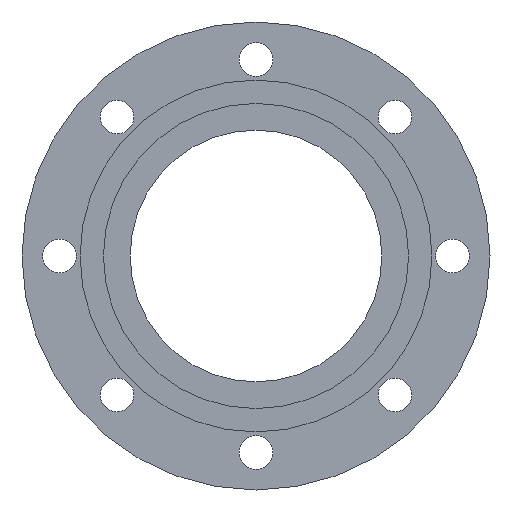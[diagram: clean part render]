
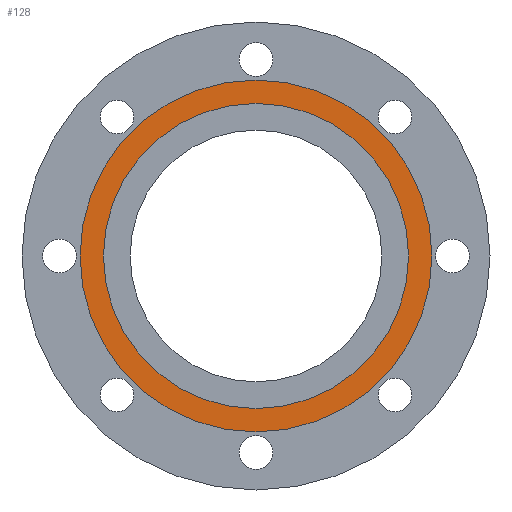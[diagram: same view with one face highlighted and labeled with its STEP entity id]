
A CAD part, front view. The second image highlights one B-rep face of the part: STEP entity #128.
In plain terms, the highlighted planar face has unit normal (0, -1, 0).
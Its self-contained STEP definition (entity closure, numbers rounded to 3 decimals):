
#91 = DIRECTION ( 'NONE',  ( 0., 0., -1. ) ) ;
#128 = ADVANCED_FACE ( 'NONE', ( #1180, #1160 ), #979, .T. ) ;
#147 = CARTESIAN_POINT ( 'NONE',  ( 0., 0., -81.5 ) ) ;
#179 = EDGE_CURVE ( 'NONE', #390, #501, #508, .T. ) ;
#214 = CIRCLE ( 'NONE', #573, 81.5 ) ;
#219 = ORIENTED_EDGE ( 'NONE', *, *, #703, .F. ) ;
#220 = CIRCLE ( 'NONE', #777, 94. ) ;
#253 = DIRECTION ( 'NONE',  ( 0., 0., 1. ) ) ;
#267 = DIRECTION ( 'NONE',  ( 0., 0., 1. ) ) ;
#301 = CARTESIAN_POINT ( 'NONE',  ( 0., 0., 0. ) ) ;
#314 = ORIENTED_EDGE ( 'NONE', *, *, #853, .T. ) ;
#346 = EDGE_LOOP ( 'NONE', ( #219, #520 ) ) ;
#357 = CARTESIAN_POINT ( 'NONE',  ( 0., 0., 0. ) ) ;
#390 = VERTEX_POINT ( 'NONE', #628 ) ;
#404 = VERTEX_POINT ( 'NONE', #147 ) ;
#411 = AXIS2_PLACEMENT_3D ( 'NONE', #704, #606, #253 ) ;
#437 = CARTESIAN_POINT ( 'NONE',  ( 0., 0., 81.5 ) ) ;
#444 = AXIS2_PLACEMENT_3D ( 'NONE', #706, #624, #91 ) ;
#454 = DIRECTION ( 'NONE',  ( 0., 1., 0. ) ) ;
#468 = CIRCLE ( 'NONE', #411, 81.5 ) ;
#488 = EDGE_LOOP ( 'NONE', ( #314, #835 ) ) ;
#501 = VERTEX_POINT ( 'NONE', #966 ) ;
#508 = CIRCLE ( 'NONE', #622, 94. ) ;
#520 = ORIENTED_EDGE ( 'NONE', *, *, #179, .F. ) ;
#569 = DIRECTION ( 'NONE',  ( 0., 0., 1. ) ) ;
#573 = AXIS2_PLACEMENT_3D ( 'NONE', #357, #454, #723 ) ;
#606 = DIRECTION ( 'NONE',  ( 0., 1., 0. ) ) ;
#622 = AXIS2_PLACEMENT_3D ( 'NONE', #886, #892, #267 ) ;
#624 = DIRECTION ( 'NONE',  ( 0., -1., 0. ) ) ;
#628 = CARTESIAN_POINT ( 'NONE',  ( 0., 0., -94. ) ) ;
#703 = EDGE_CURVE ( 'NONE', #501, #390, #220, .T. ) ;
#704 = CARTESIAN_POINT ( 'NONE',  ( 0., 0., 0. ) ) ;
#706 = CARTESIAN_POINT ( 'NONE',  ( 0., 0., 81.5 ) ) ;
#723 = DIRECTION ( 'NONE',  ( 0., 0., 1. ) ) ;
#777 = AXIS2_PLACEMENT_3D ( 'NONE', #301, #1024, #569 ) ;
#835 = ORIENTED_EDGE ( 'NONE', *, *, #952, .T. ) ;
#853 = EDGE_CURVE ( 'NONE', #873, #404, #468, .T. ) ;
#873 = VERTEX_POINT ( 'NONE', #437 ) ;
#886 = CARTESIAN_POINT ( 'NONE',  ( 0., 0., 0. ) ) ;
#892 = DIRECTION ( 'NONE',  ( 0., 1., 0. ) ) ;
#952 = EDGE_CURVE ( 'NONE', #404, #873, #214, .T. ) ;
#966 = CARTESIAN_POINT ( 'NONE',  ( 0., 0., 94. ) ) ;
#979 = PLANE ( 'NONE',  #444 ) ;
#1024 = DIRECTION ( 'NONE',  ( 0., 1., 0. ) ) ;
#1160 = FACE_OUTER_BOUND ( 'NONE', #346, .T. ) ;
#1180 = FACE_BOUND ( 'NONE', #488, .T. ) ;
